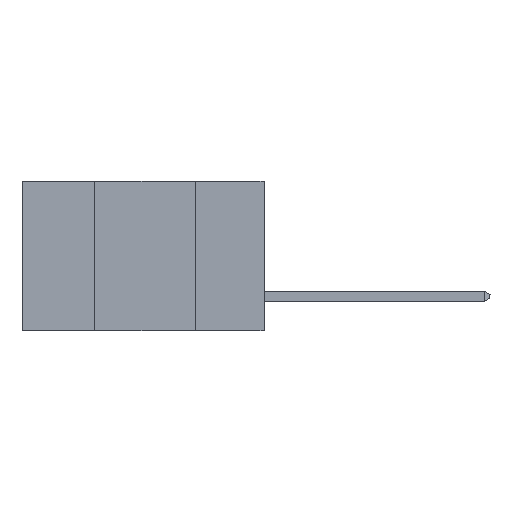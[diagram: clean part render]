
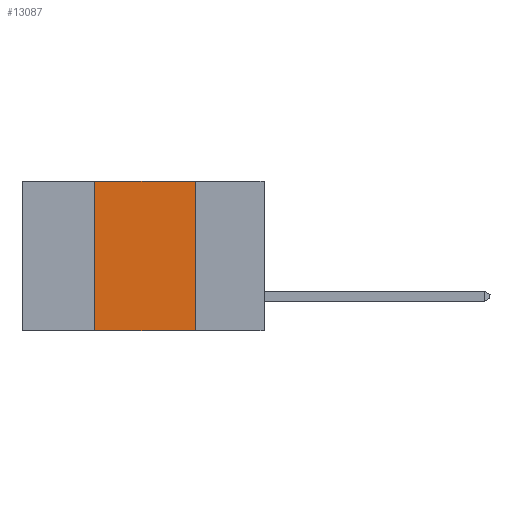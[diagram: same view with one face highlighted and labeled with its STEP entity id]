
A CAD part, left-side view. The second image highlights one B-rep face of the part: STEP entity #13087.
In plain terms, the highlighted planar face has unit normal (-1, 0, 0).
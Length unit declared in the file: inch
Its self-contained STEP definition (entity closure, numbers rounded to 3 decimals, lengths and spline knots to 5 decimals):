
#733 = FACE_OUTER_BOUND ( 'NONE', #13435, .T. ) ;
#1394 = EDGE_CURVE ( 'NONE', #11679, #13860, #7375, .T. ) ;
#1776 = DIRECTION ( 'NONE',  ( 1., 0., 0. ) ) ;
#1965 = VECTOR ( 'NONE', #3795, 39.37008 ) ;
#3795 = DIRECTION ( 'NONE',  ( 0., 0., -1. ) ) ;
#3871 = CARTESIAN_POINT ( 'NONE',  ( 0., 0.6, 0. ) ) ;
#3955 = DIRECTION ( 'NONE',  ( 0., -1., 0. ) ) ;
#4118 = LINE ( 'NONE', #3871, #15165 ) ;
#4562 = LINE ( 'NONE', #11150, #6886 ) ;
#5826 = VERTEX_POINT ( 'NONE', #13693 ) ;
#6385 = DIRECTION ( 'NONE',  ( 0., 0., -1. ) ) ;
#6680 = CARTESIAN_POINT ( 'NONE',  ( 0., 0.6, -0.37 ) ) ;
#6886 = VECTOR ( 'NONE', #13705, 39.37008 ) ;
#7375 = LINE ( 'NONE', #12684, #1965 ) ;
#8312 = AXIS2_PLACEMENT_3D ( 'NONE', #13491, #1776, #6385 ) ;
#8585 = EDGE_CURVE ( 'NONE', #5826, #15106, #4562, .T. ) ;
#9318 = DIRECTION ( 'NONE',  ( 0., -1., 0. ) ) ;
#9372 = ORIENTED_EDGE ( 'NONE', *, *, #10595, .T. ) ;
#10595 = EDGE_CURVE ( 'NONE', #5826, #13860, #14455, .T. ) ;
#10651 = CARTESIAN_POINT ( 'NONE',  ( 0., 0.42, 0. ) ) ;
#11150 = CARTESIAN_POINT ( 'NONE',  ( 0., 0.42, -0.37 ) ) ;
#11679 = VERTEX_POINT ( 'NONE', #16430 ) ;
#12211 = PLANE ( 'NONE',  #8312 ) ;
#12669 = VECTOR ( 'NONE', #9318, 39.37008 ) ;
#12684 = CARTESIAN_POINT ( 'NONE',  ( 0., 0.17, -0.37 ) ) ;
#13087 = ADVANCED_FACE ( 'NONE', ( #733 ), #12211, .F. ) ;
#13435 = EDGE_LOOP ( 'NONE', ( #16562, #15839, #15999, #9372 ) ) ;
#13491 = CARTESIAN_POINT ( 'NONE',  ( 0., 0.6, 0. ) ) ;
#13693 = CARTESIAN_POINT ( 'NONE',  ( 0., 0.42, -0.37 ) ) ;
#13705 = DIRECTION ( 'NONE',  ( 0., 0., 1. ) ) ;
#13860 = VERTEX_POINT ( 'NONE', #14818 ) ;
#14153 = EDGE_CURVE ( 'NONE', #15106, #11679, #4118, .T. ) ;
#14455 = LINE ( 'NONE', #6680, #12669 ) ;
#14818 = CARTESIAN_POINT ( 'NONE',  ( 0., 0.17, -0.37 ) ) ;
#15106 = VERTEX_POINT ( 'NONE', #10651 ) ;
#15165 = VECTOR ( 'NONE', #3955, 39.37008 ) ;
#15839 = ORIENTED_EDGE ( 'NONE', *, *, #14153, .F. ) ;
#15999 = ORIENTED_EDGE ( 'NONE', *, *, #8585, .F. ) ;
#16430 = CARTESIAN_POINT ( 'NONE',  ( 0., 0.17, 0. ) ) ;
#16562 = ORIENTED_EDGE ( 'NONE', *, *, #1394, .F. ) ;
